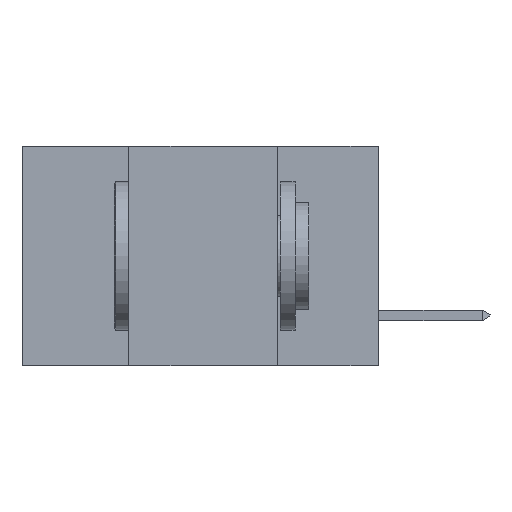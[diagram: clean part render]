
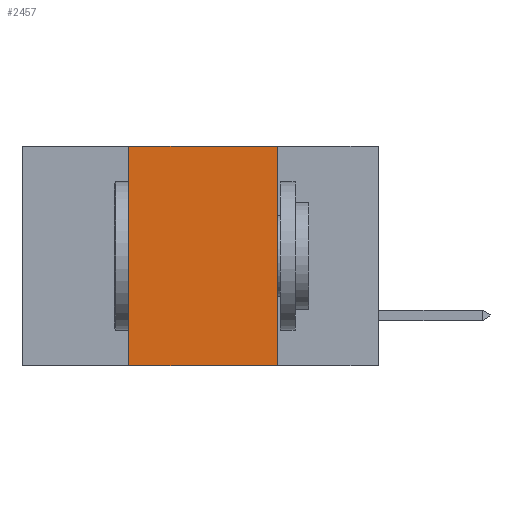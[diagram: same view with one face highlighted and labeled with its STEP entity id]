
A CAD part, left-side view. The second image highlights one B-rep face of the part: STEP entity #2457.
In plain terms, the highlighted planar face has unit normal (-1, 0, 0).
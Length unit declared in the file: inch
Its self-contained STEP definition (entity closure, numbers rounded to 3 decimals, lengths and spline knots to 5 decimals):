
#345 = EDGE_CURVE ( 'NONE', #16832, #6306, #6873, .T. ) ;
#630 = CARTESIAN_POINT ( 'NONE',  ( 0., 0.42, -0.37 ) ) ;
#1381 = ORIENTED_EDGE ( 'NONE', *, *, #21382, .F. ) ;
#2457 = ADVANCED_FACE ( 'NONE', ( #18566 ), #3283, .F. ) ;
#2809 = ORIENTED_EDGE ( 'NONE', *, *, #12321, .F. ) ;
#2832 = DIRECTION ( 'NONE',  ( 0., 0., -1. ) ) ;
#2898 = DIRECTION ( 'NONE',  ( 1., 0., 0. ) ) ;
#3208 = CARTESIAN_POINT ( 'NONE',  ( 0., 0.42, -0.37 ) ) ;
#3283 = PLANE ( 'NONE',  #22510 ) ;
#4387 = CARTESIAN_POINT ( 'NONE',  ( 0., 0.6, 0. ) ) ;
#5323 = VECTOR ( 'NONE', #23987, 39.37008 ) ;
#6306 = VERTEX_POINT ( 'NONE', #20057 ) ;
#6873 = LINE ( 'NONE', #9028, #16534 ) ;
#8084 = CARTESIAN_POINT ( 'NONE',  ( 0., 0.42, 0. ) ) ;
#8734 = CARTESIAN_POINT ( 'NONE',  ( 0., 0.6, 0. ) ) ;
#9028 = CARTESIAN_POINT ( 'NONE',  ( 0., 0.6, -0.37 ) ) ;
#9766 = DIRECTION ( 'NONE',  ( 0., -1., 0. ) ) ;
#10098 = DIRECTION ( 'NONE',  ( 0., 0., 1. ) ) ;
#10215 = ORIENTED_EDGE ( 'NONE', *, *, #345, .T. ) ;
#12321 = EDGE_CURVE ( 'NONE', #21992, #6306, #20029, .T. ) ;
#13261 = ORIENTED_EDGE ( 'NONE', *, *, #18872, .F. ) ;
#13741 = VERTEX_POINT ( 'NONE', #8084 ) ;
#14573 = DIRECTION ( 'NONE',  ( 0., -1., 0. ) ) ;
#16534 = VECTOR ( 'NONE', #9766, 39.37008 ) ;
#16832 = VERTEX_POINT ( 'NONE', #3208 ) ;
#17822 = LINE ( 'NONE', #630, #22199 ) ;
#18548 = LINE ( 'NONE', #8734, #22344 ) ;
#18566 = FACE_OUTER_BOUND ( 'NONE', #24039, .T. ) ;
#18872 = EDGE_CURVE ( 'NONE', #13741, #21992, #18548, .T. ) ;
#20029 = LINE ( 'NONE', #24012, #5323 ) ;
#20057 = CARTESIAN_POINT ( 'NONE',  ( 0., 0.17, -0.37 ) ) ;
#21382 = EDGE_CURVE ( 'NONE', #16832, #13741, #17822, .T. ) ;
#21992 = VERTEX_POINT ( 'NONE', #23382 ) ;
#22199 = VECTOR ( 'NONE', #10098, 39.37008 ) ;
#22344 = VECTOR ( 'NONE', #14573, 39.37008 ) ;
#22510 = AXIS2_PLACEMENT_3D ( 'NONE', #4387, #2898, #2832 ) ;
#23382 = CARTESIAN_POINT ( 'NONE',  ( 0., 0.17, 0. ) ) ;
#23987 = DIRECTION ( 'NONE',  ( 0., 0., -1. ) ) ;
#24012 = CARTESIAN_POINT ( 'NONE',  ( 0., 0.17, -0.37 ) ) ;
#24039 = EDGE_LOOP ( 'NONE', ( #2809, #13261, #1381, #10215 ) ) ;
